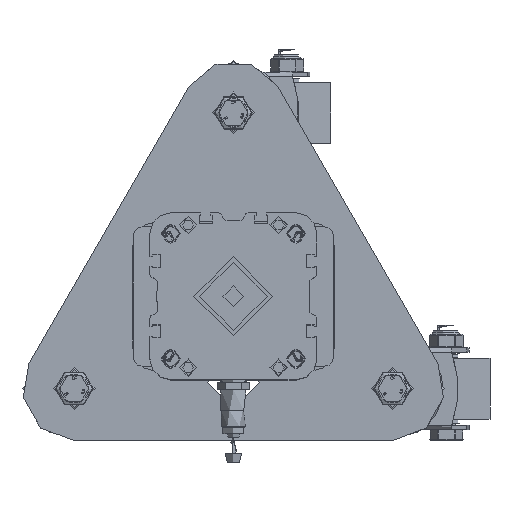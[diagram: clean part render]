
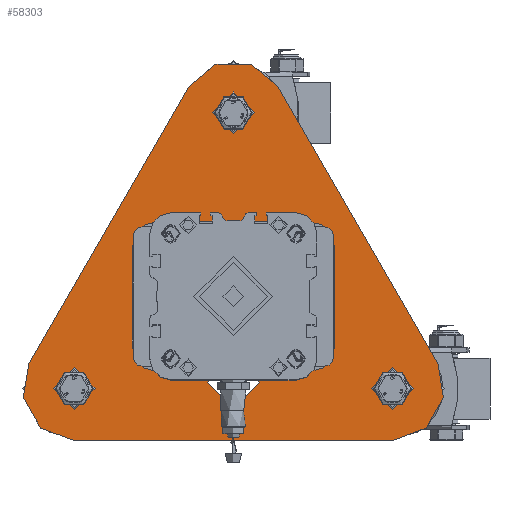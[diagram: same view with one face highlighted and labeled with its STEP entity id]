
A CAD part, top view. The second image highlights one B-rep face of the part: STEP entity #58303.
In plain terms, the highlighted planar face has unit normal (0, 0, 1).
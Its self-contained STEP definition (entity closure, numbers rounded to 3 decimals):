
#4916=FACE_BOUND('',#10334,.T.);
#4917=FACE_BOUND('',#10335,.T.);
#4918=FACE_BOUND('',#10336,.T.);
#4919=FACE_BOUND('',#10337,.T.);
#4920=FACE_BOUND('',#10338,.T.);
#4921=FACE_BOUND('',#10339,.T.);
#4922=FACE_BOUND('',#10340,.T.);
#5342=PLANE('',#63009);
#6682=FACE_OUTER_BOUND('',#10333,.T.);
#10333=EDGE_LOOP('',(#39429,#39430,#39431,#39432,#39433,#39434));
#10334=EDGE_LOOP('',(#39435));
#10335=EDGE_LOOP('',(#39436));
#10336=EDGE_LOOP('',(#39437));
#10337=EDGE_LOOP('',(#39438));
#10338=EDGE_LOOP('',(#39439));
#10339=EDGE_LOOP('',(#39440));
#10340=EDGE_LOOP('',(#39441));
#14405=LINE('',#85889,#18426);
#14407=LINE('',#85893,#18428);
#14411=LINE('',#85904,#18432);
#18426=VECTOR('',#69324,1000.);
#18428=VECTOR('',#69328,1000.);
#18432=VECTOR('',#69340,1000.);
#22437=CIRCLE('',#62978,6.25);
#22439=CIRCLE('',#62981,6.25);
#22441=CIRCLE('',#62984,6.25);
#22442=CIRCLE('',#62986,29.75);
#22445=CIRCLE('',#62990,29.75);
#22447=CIRCLE('',#62993,5.);
#22449=CIRCLE('',#62996,5.);
#22451=CIRCLE('',#62999,5.);
#22452=CIRCLE('',#63001,15.);
#22454=CIRCLE('',#63006,29.75);
#25042=VERTEX_POINT('',#85831);
#25044=VERTEX_POINT('',#85837);
#25046=VERTEX_POINT('',#85843);
#25047=VERTEX_POINT('',#85847);
#25048=VERTEX_POINT('',#85848);
#25053=VERTEX_POINT('',#85859);
#25054=VERTEX_POINT('',#85861);
#25056=VERTEX_POINT('',#85867);
#25058=VERTEX_POINT('',#85873);
#25060=VERTEX_POINT('',#85879);
#25061=VERTEX_POINT('',#85883);
#25063=VERTEX_POINT('',#85892);
#25065=VERTEX_POINT('',#85898);
#30561=EDGE_CURVE('',#25042,#25042,#22437,.T.);
#30564=EDGE_CURVE('',#25044,#25044,#22439,.T.);
#30567=EDGE_CURVE('',#25046,#25046,#22441,.T.);
#30568=EDGE_CURVE('',#25047,#25048,#22442,.T.);
#30574=EDGE_CURVE('',#25053,#25054,#22445,.T.);
#30578=EDGE_CURVE('',#25056,#25056,#22447,.T.);
#30581=EDGE_CURVE('',#25058,#25058,#22449,.T.);
#30584=EDGE_CURVE('',#25060,#25060,#22451,.T.);
#30585=EDGE_CURVE('',#25061,#25061,#22452,.T.);
#30588=EDGE_CURVE('',#25054,#25047,#14405,.T.);
#30590=EDGE_CURVE('',#25048,#25063,#14407,.T.);
#30593=EDGE_CURVE('',#25063,#25065,#22454,.T.);
#30596=EDGE_CURVE('',#25065,#25053,#14411,.T.);
#39429=ORIENTED_EDGE('',*,*,#30574,.F.);
#39430=ORIENTED_EDGE('',*,*,#30596,.F.);
#39431=ORIENTED_EDGE('',*,*,#30593,.F.);
#39432=ORIENTED_EDGE('',*,*,#30590,.F.);
#39433=ORIENTED_EDGE('',*,*,#30568,.F.);
#39434=ORIENTED_EDGE('',*,*,#30588,.F.);
#39435=ORIENTED_EDGE('',*,*,#30585,.T.);
#39436=ORIENTED_EDGE('',*,*,#30584,.T.);
#39437=ORIENTED_EDGE('',*,*,#30581,.T.);
#39438=ORIENTED_EDGE('',*,*,#30578,.T.);
#39439=ORIENTED_EDGE('',*,*,#30561,.F.);
#39440=ORIENTED_EDGE('',*,*,#30564,.F.);
#39441=ORIENTED_EDGE('',*,*,#30567,.F.);
#58303=ADVANCED_FACE('',(#6682,#4916,#4917,#4918,#4919,#4920,#4921,#4922),
#5342,.T.);
#62978=AXIS2_PLACEMENT_3D('',#85833,#69262,#69263);
#62981=AXIS2_PLACEMENT_3D('',#85839,#69269,#69270);
#62984=AXIS2_PLACEMENT_3D('',#85845,#69276,#69277);
#62986=AXIS2_PLACEMENT_3D('',#85849,#69280,#69281);
#62990=AXIS2_PLACEMENT_3D('',#85862,#69291,#69292);
#62993=AXIS2_PLACEMENT_3D('',#85869,#69299,#69300);
#62996=AXIS2_PLACEMENT_3D('',#85875,#69306,#69307);
#62999=AXIS2_PLACEMENT_3D('',#85881,#69313,#69314);
#63001=AXIS2_PLACEMENT_3D('',#85884,#69317,#69318);
#63006=AXIS2_PLACEMENT_3D('',#85899,#69333,#69334);
#63009=AXIS2_PLACEMENT_3D('',#85906,#69342,#69343);
#69262=DIRECTION('center_axis',(0.,0.,1.));
#69263=DIRECTION('ref_axis',(1.,0.,0.));
#69269=DIRECTION('center_axis',(0.,0.,1.));
#69270=DIRECTION('ref_axis',(1.,0.,0.));
#69276=DIRECTION('center_axis',(0.,0.,1.));
#69277=DIRECTION('ref_axis',(1.,0.,0.));
#69280=DIRECTION('center_axis',(0.,0.,-1.));
#69281=DIRECTION('ref_axis',(1.,0.,0.));
#69291=DIRECTION('center_axis',(0.,0.,-1.));
#69292=DIRECTION('ref_axis',(1.,0.,0.));
#69299=DIRECTION('center_axis',(0.,0.,-1.));
#69300=DIRECTION('ref_axis',(-1.,0.,0.));
#69306=DIRECTION('center_axis',(0.,0.,-1.));
#69307=DIRECTION('ref_axis',(-1.,0.,0.));
#69313=DIRECTION('center_axis',(0.,0.,-1.));
#69314=DIRECTION('ref_axis',(-1.,0.,0.));
#69317=DIRECTION('center_axis',(0.,0.,-1.));
#69318=DIRECTION('ref_axis',(1.,0.,0.));
#69324=DIRECTION('',(-1.,0.,0.));
#69328=DIRECTION('',(0.5,0.866,0.));
#69333=DIRECTION('center_axis',(0.,0.,-1.));
#69334=DIRECTION('ref_axis',(1.,0.,0.));
#69340=DIRECTION('',(0.5,-0.866,0.));
#69342=DIRECTION('center_axis',(0.,0.,1.));
#69343=DIRECTION('ref_axis',(1.,0.,0.));
#85831=CARTESIAN_POINT('',(-6.25,158.483,6.));
#85833=CARTESIAN_POINT('Origin',(0.,158.483,6.));
#85837=CARTESIAN_POINT('',(-97.75,0.,6.));
#85839=CARTESIAN_POINT('Origin',(-91.5,0.,6.));
#85843=CARTESIAN_POINT('',(85.25,0.,6.));
#85845=CARTESIAN_POINT('Origin',(91.5,0.,6.));
#85847=CARTESIAN_POINT('',(-92.021,-29.745,6.));
#85848=CARTESIAN_POINT('',(-117.521,14.422,6.));
#85849=CARTESIAN_POINT('Origin',(-91.5,0.,6.));
#85859=CARTESIAN_POINT('',(117.521,14.422,6.));
#85861=CARTESIAN_POINT('',(92.021,-29.745,6.));
#85862=CARTESIAN_POINT('Origin',(91.5,0.,6.));
#85867=CARTESIAN_POINT('',(-7.5,60.044,6.));
#85869=CARTESIAN_POINT('Origin',(-12.5,60.044,6.));
#85873=CARTESIAN_POINT('',(5.,38.393,6.));
#85875=CARTESIAN_POINT('Origin',(0.,38.393,
6.));
#85879=CARTESIAN_POINT('',(17.5,60.044,6.));
#85881=CARTESIAN_POINT('Origin',(12.5,60.044,6.));
#85883=CARTESIAN_POINT('',(-15.,3.505,6.));
#85884=CARTESIAN_POINT('Origin',(0.,3.505,
6.));
#85889=CARTESIAN_POINT('',(90.979,-29.745,6.));
#85892=CARTESIAN_POINT('',(-25.5,173.806,6.));
#85893=CARTESIAN_POINT('',(-26.021,172.905,6.));
#85898=CARTESIAN_POINT('',(25.5,173.806,6.));
#85899=CARTESIAN_POINT('Origin',(0.,158.483,6.));
#85904=CARTESIAN_POINT('',(26.021,172.905,6.));
#85906=CARTESIAN_POINT('Origin',(0.,0.,6.));
